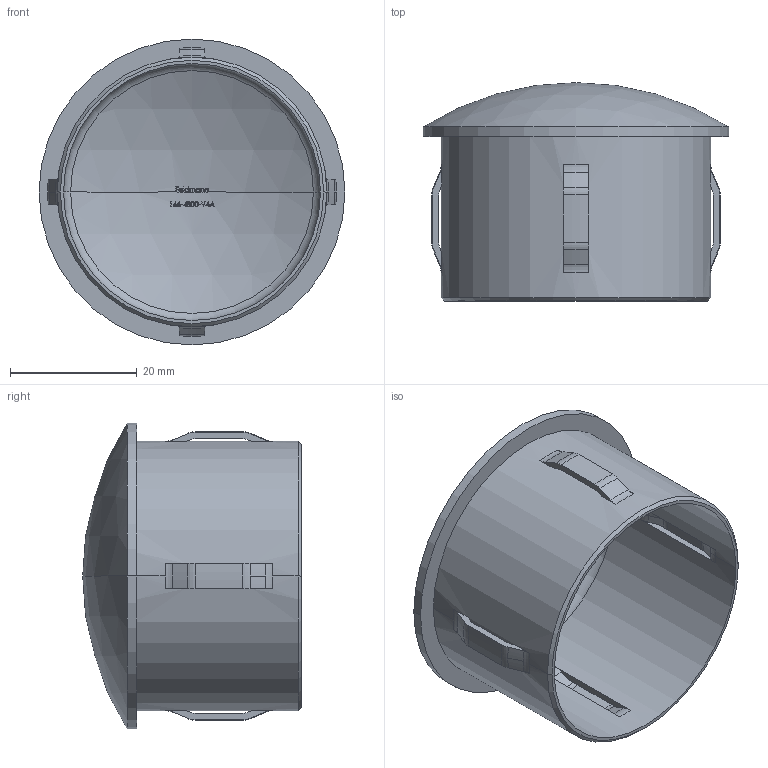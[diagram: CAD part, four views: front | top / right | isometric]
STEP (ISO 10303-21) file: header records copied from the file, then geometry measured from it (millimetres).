
FILE_DESCRIPTION (( 'STEP AP203' ), '1' );
FILE_NAME ('166-4800-V4A.STEP', '2016-06-10T11:20:35', ( '' ), ( '' ), 'SwSTEP 2.0', 'SolidWorks 2015', '' );
FILE_SCHEMA (( 'CONFIG_CONTROL_DESIGN' ));
Length unit declared in the file: millimetre
Products named in the file (1): 166-4800-V4A
Bounding box: 48.3 x 34.5 x 48.3 mm (x, y, z)
Volume: 6954.7 mm3; surface area: 11466.8 mm2
Topology: 1 solids, 1 shells, 362 faces, 998 edges, 652 vertices
Faces by surface type: plane 136, bspline 101, sphere 45, torus 42, cone 22, cylinder 16
Entity records: 16128 total; most frequent: CARTESIAN_POINT 7378, ORIENTED_EDGE 1996, DIRECTION 1583, EDGE_CURVE 998, VERTEX_POINT 652, AXIS2_PLACEMENT_3D 649, EDGE_LOOP 392, CIRCLE 387
